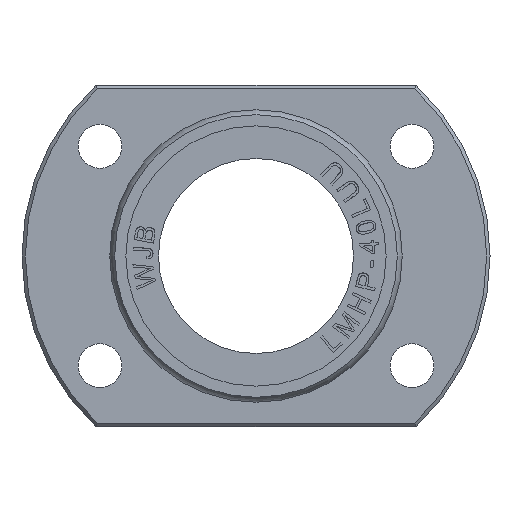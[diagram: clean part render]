
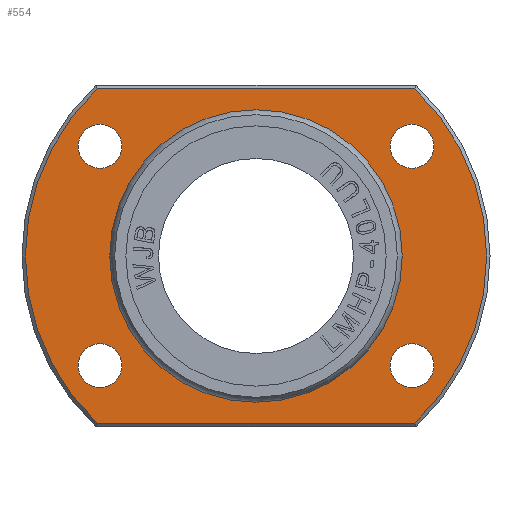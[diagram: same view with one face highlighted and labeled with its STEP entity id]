
A CAD part, left-side view. The second image highlights one B-rep face of the part: STEP entity #554.
In plain terms, the highlighted planar face has unit normal (-1, 0, 0).
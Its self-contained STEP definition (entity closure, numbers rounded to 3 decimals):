
#554=ADVANCED_FACE('',(#1829,#1830,#1831,#1832,#1833,#1834),#964,.T.);
#964=PLANE('',#7363);
#1276=CIRCLE('',#7356,4.5);
#1277=CIRCLE('',#7357,4.5);
#1278=CIRCLE('',#7358,29.668);
#1279=CIRCLE('',#7359,47.3);
#1280=CIRCLE('',#7360,47.3);
#1281=CIRCLE('',#7361,4.5);
#1282=CIRCLE('',#7362,4.5);
#1410=B_SPLINE_CURVE_WITH_KNOTS('',3,(#10612,#10613,#10614,#10615),.UNSPECIFIED.,
 .F.,.F.,(4,4),(0.,1.),.UNSPECIFIED.);
#1411=B_SPLINE_CURVE_WITH_KNOTS('',3,(#10619,#10620,#10621,#10622),.UNSPECIFIED.,
 .F.,.F.,(4,4),(0.,1.),.UNSPECIFIED.);
#1829=FACE_BOUND('',#1957,.T.);
#1830=FACE_BOUND('',#1958,.T.);
#1831=FACE_BOUND('',#1959,.T.);
#1832=FACE_BOUND('',#1960,.T.);
#1833=FACE_BOUND('',#1961,.T.);
#1834=FACE_BOUND('',#1962,.T.);
#1957=EDGE_LOOP('',(#2694));
#1958=EDGE_LOOP('',(#2695));
#1959=EDGE_LOOP('',(#2696));
#1960=EDGE_LOOP('',(#2697,#2698,#2699,#2700));
#1961=EDGE_LOOP('',(#2701));
#1962=EDGE_LOOP('',(#2702));
#2694=ORIENTED_EDGE('',*,*,#5400,.T.);
#2695=ORIENTED_EDGE('',*,*,#5401,.T.);
#2696=ORIENTED_EDGE('',*,*,#5402,.F.);
#2697=ORIENTED_EDGE('',*,*,#5403,.F.);
#2698=ORIENTED_EDGE('',*,*,#5404,.F.);
#2699=ORIENTED_EDGE('',*,*,#5405,.F.);
#2700=ORIENTED_EDGE('',*,*,#5406,.F.);
#2701=ORIENTED_EDGE('',*,*,#5407,.T.);
#2702=ORIENTED_EDGE('',*,*,#5408,.T.);
#4718=VERTEX_POINT('',#10604);
#4719=VERTEX_POINT('',#10606);
#4720=VERTEX_POINT('',#10608);
#4721=VERTEX_POINT('',#10610);
#4722=VERTEX_POINT('',#10611);
#4723=VERTEX_POINT('',#10616);
#4724=VERTEX_POINT('',#10618);
#4725=VERTEX_POINT('',#10624);
#4726=VERTEX_POINT('',#10626);
#5400=EDGE_CURVE('',#4718,#4718,#1276,.T.);
#5401=EDGE_CURVE('',#4719,#4719,#1277,.T.);
#5402=EDGE_CURVE('',#4720,#4720,#1278,.T.);
#5403=EDGE_CURVE('',#4721,#4722,#1279,.T.);
#5404=EDGE_CURVE('',#4723,#4721,#1410,.T.);
#5405=EDGE_CURVE('',#4724,#4723,#1280,.T.);
#5406=EDGE_CURVE('',#4722,#4724,#1411,.T.);
#5407=EDGE_CURVE('',#4725,#4725,#1281,.T.);
#5408=EDGE_CURVE('',#4726,#4726,#1282,.T.);
#7356=AXIS2_PLACEMENT_3D('',#10603,#8014,#8015);
#7357=AXIS2_PLACEMENT_3D('',#10605,#8016,#8017);
#7358=AXIS2_PLACEMENT_3D('',#10607,#8018,#8019);
#7359=AXIS2_PLACEMENT_3D('',#10609,#8020,#8021);
#7360=AXIS2_PLACEMENT_3D('',#10617,#8022,#8023);
#7361=AXIS2_PLACEMENT_3D('',#10623,#8024,#8025);
#7362=AXIS2_PLACEMENT_3D('',#10625,#8026,#8027);
#7363=AXIS2_PLACEMENT_3D('',#10627,#8028,#8029);
#8014=DIRECTION('',(1.,0.,0.));
#8015=DIRECTION('',(0.,0.,1.));
#8016=DIRECTION('',(1.,0.,0.));
#8017=DIRECTION('',(0.,0.,1.));
#8018=DIRECTION('',(-1.,0.,0.));
#8019=DIRECTION('',(0.,0.,1.));
#8020=DIRECTION('',(1.,0.,0.));
#8021=DIRECTION('',(0.,0.,-1.));
#8022=DIRECTION('',(1.,0.,0.));
#8023=DIRECTION('',(0.,0.,-1.));
#8024=DIRECTION('',(1.,0.,0.));
#8025=DIRECTION('',(0.,0.,1.));
#8026=DIRECTION('',(1.,0.,0.));
#8027=DIRECTION('',(0.,0.,1.));
#8028=DIRECTION('',(-1.,0.,0.));
#8029=DIRECTION('',(0.,0.,1.));
#10603=CARTESIAN_POINT('',(13.,-32.,-22.5));
#10604=CARTESIAN_POINT('',(13.,-32.,-18.));
#10605=CARTESIAN_POINT('',(13.,32.,22.5));
#10606=CARTESIAN_POINT('',(13.,32.,27.));
#10607=CARTESIAN_POINT('',(13.,0.,0.));
#10608=CARTESIAN_POINT('',(13.,0.,29.668));
#10609=CARTESIAN_POINT('',(13.,0.,0.));
#10610=CARTESIAN_POINT('',(13.,32.57,-34.3));
#10611=CARTESIAN_POINT('',(13.,32.57,34.3));
#10612=CARTESIAN_POINT('',(13.,-32.57,-34.3));
#10613=CARTESIAN_POINT('',(13.,-10.857,-34.3));
#10614=CARTESIAN_POINT('',(13.,10.857,-34.3));
#10615=CARTESIAN_POINT('',(13.,32.57,-34.3));
#10616=CARTESIAN_POINT('',(13.,-32.57,-34.3));
#10617=CARTESIAN_POINT('',(13.,0.,0.));
#10618=CARTESIAN_POINT('',(13.,-32.57,34.3));
#10619=CARTESIAN_POINT('',(13.,32.57,34.3));
#10620=CARTESIAN_POINT('',(13.,10.857,34.3));
#10621=CARTESIAN_POINT('',(13.,-10.857,34.3));
#10622=CARTESIAN_POINT('',(13.,-32.57,34.3));
#10623=CARTESIAN_POINT('',(13.,-32.,22.5));
#10624=CARTESIAN_POINT('',(13.,-32.,27.));
#10625=CARTESIAN_POINT('',(13.,32.,-22.5));
#10626=CARTESIAN_POINT('',(13.,32.,-18.));
#10627=CARTESIAN_POINT('',(13.,0.,38.834));
